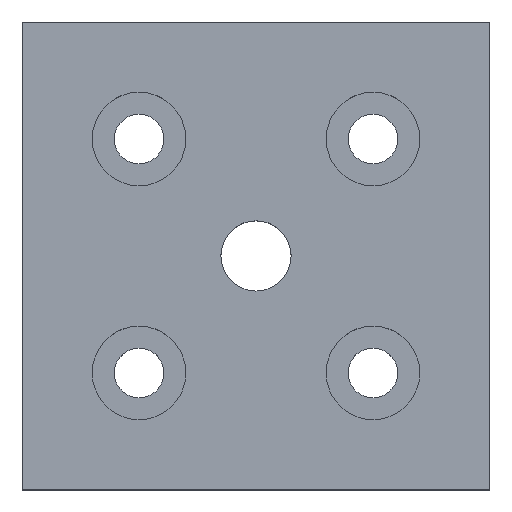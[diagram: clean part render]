
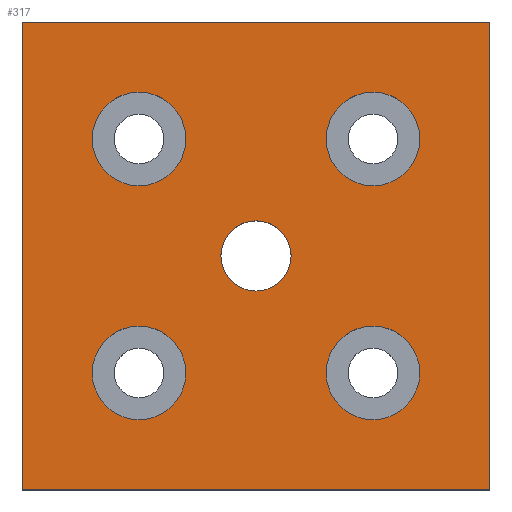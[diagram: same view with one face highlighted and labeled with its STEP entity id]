
A CAD part, top view. The second image highlights one B-rep face of the part: STEP entity #317.
In plain terms, the highlighted planar face has unit normal (0, 0, 1).
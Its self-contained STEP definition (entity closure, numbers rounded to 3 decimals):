
#20=FACE_BOUND('',#78,.T.);
#21=FACE_BOUND('',#79,.T.);
#22=FACE_BOUND('',#80,.T.);
#23=FACE_BOUND('',#81,.T.);
#24=FACE_BOUND('',#82,.T.);
#34=PLANE('',#377);
#53=FACE_OUTER_BOUND('',#77,.T.);
#77=EDGE_LOOP('',(#277,#278,#279,#280));
#78=EDGE_LOOP('',(#281));
#79=EDGE_LOOP('',(#282));
#80=EDGE_LOOP('',(#283));
#81=EDGE_LOOP('',(#284));
#82=EDGE_LOOP('',(#285));
#100=LINE('',#537,#121);
#104=LINE('',#545,#125);
#107=LINE('',#551,#128);
#110=LINE('',#556,#131);
#121=VECTOR('',#449,80.);
#125=VECTOR('',#455,80.);
#128=VECTOR('',#460,80.);
#131=VECTOR('',#465,80.);
#134=CIRCLE('',#347,6.);
#137=CIRCLE('',#352,8.);
#141=CIRCLE('',#358,8.);
#145=CIRCLE('',#364,8.);
#149=CIRCLE('',#370,8.);
#152=VERTEX_POINT('',#483);
#155=VERTEX_POINT('',#493);
#159=VERTEX_POINT('',#505);
#163=VERTEX_POINT('',#517);
#167=VERTEX_POINT('',#529);
#169=VERTEX_POINT('',#535);
#170=VERTEX_POINT('',#536);
#173=VERTEX_POINT('',#544);
#175=VERTEX_POINT('',#550);
#179=EDGE_CURVE('',#152,#152,#134,.T.);
#183=EDGE_CURVE('',#155,#155,#137,.T.);
#189=EDGE_CURVE('',#159,#159,#141,.T.);
#195=EDGE_CURVE('',#163,#163,#145,.T.);
#201=EDGE_CURVE('',#167,#167,#149,.T.);
#204=EDGE_CURVE('',#169,#170,#100,.T.);
#208=EDGE_CURVE('',#170,#173,#104,.T.);
#211=EDGE_CURVE('',#173,#175,#107,.T.);
#214=EDGE_CURVE('',#175,#169,#110,.T.);
#277=ORIENTED_EDGE('',*,*,#204,.T.);
#278=ORIENTED_EDGE('',*,*,#208,.T.);
#279=ORIENTED_EDGE('',*,*,#211,.T.);
#280=ORIENTED_EDGE('',*,*,#214,.T.);
#281=ORIENTED_EDGE('',*,*,#183,.T.);
#282=ORIENTED_EDGE('',*,*,#189,.T.);
#283=ORIENTED_EDGE('',*,*,#195,.T.);
#284=ORIENTED_EDGE('',*,*,#201,.T.);
#285=ORIENTED_EDGE('',*,*,#179,.F.);
#317=ADVANCED_FACE('',(#53,#20,#21,#22,#23,#24),#34,.F.);
#347=AXIS2_PLACEMENT_3D('',#485,#389,#390);
#352=AXIS2_PLACEMENT_3D('',#494,#400,#401);
#358=AXIS2_PLACEMENT_3D('',#506,#414,#415);
#364=AXIS2_PLACEMENT_3D('',#518,#428,#429);
#370=AXIS2_PLACEMENT_3D('',#530,#442,#443);
#377=AXIS2_PLACEMENT_3D('',#559,#469,#470);
#389=DIRECTION('center_axis',(0.,0.,1.));
#390=DIRECTION('ref_axis',(0.,1.,0.));
#400=DIRECTION('center_axis',(0.,0.,-1.));
#401=DIRECTION('ref_axis',(0.,-1.,0.));
#414=DIRECTION('center_axis',(0.,0.,-1.));
#415=DIRECTION('ref_axis',(0.,-1.,0.));
#428=DIRECTION('center_axis',(0.,0.,-1.));
#429=DIRECTION('ref_axis',(0.,-1.,0.));
#442=DIRECTION('center_axis',(0.,0.,-1.));
#443=DIRECTION('ref_axis',(0.,-1.,0.));
#449=DIRECTION('',(0.,-1.,0.));
#455=DIRECTION('',(1.,0.,0.));
#460=DIRECTION('',(0.,1.,0.));
#465=DIRECTION('',(-1.,0.,0.));
#469=DIRECTION('center_axis',(0.,0.,-1.));
#470=DIRECTION('ref_axis',(-1.,0.,0.));
#483=CARTESIAN_POINT('',(-40.,-6.,12.));
#485=CARTESIAN_POINT('Origin',(-40.,0.,12.));
#493=CARTESIAN_POINT('',(-52.,20.,12.));
#494=CARTESIAN_POINT('Origin',(-60.,20.,12.));
#505=CARTESIAN_POINT('',(-12.,20.,12.));
#506=CARTESIAN_POINT('Origin',(-20.,20.,12.));
#517=CARTESIAN_POINT('',(-12.,-20.,12.));
#518=CARTESIAN_POINT('Origin',(-20.,-20.,12.));
#529=CARTESIAN_POINT('',(-52.,-20.,12.));
#530=CARTESIAN_POINT('Origin',(-60.,-20.,12.));
#535=CARTESIAN_POINT('',(-80.,40.,12.));
#536=CARTESIAN_POINT('',(-80.,-40.,12.));
#537=CARTESIAN_POINT('',(-80.,40.,12.));
#544=CARTESIAN_POINT('',(0.,-40.,12.));
#545=CARTESIAN_POINT('',(-80.,-40.,12.));
#550=CARTESIAN_POINT('',(0.,40.,12.));
#551=CARTESIAN_POINT('',(0.,-40.,12.));
#556=CARTESIAN_POINT('',(0.,40.,12.));
#559=CARTESIAN_POINT('Origin',(4.,-44.,12.));
